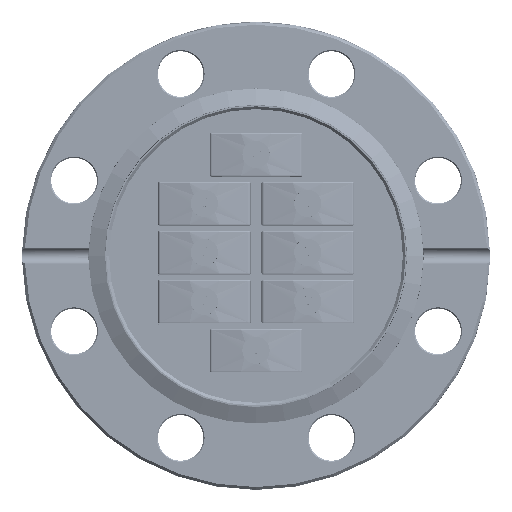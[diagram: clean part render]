
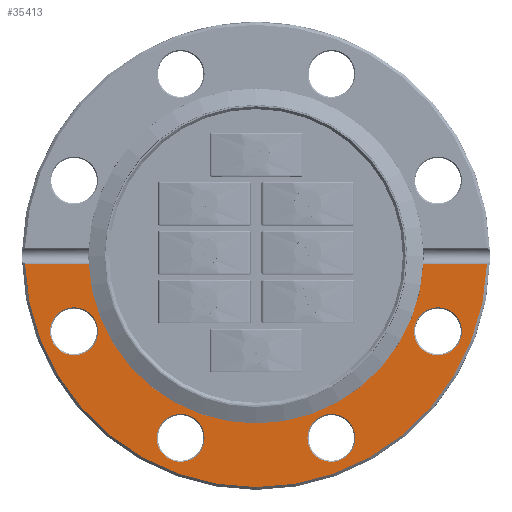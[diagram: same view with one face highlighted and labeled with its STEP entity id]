
A CAD part, top view. The second image highlights one B-rep face of the part: STEP entity #35413.
In plain terms, the highlighted planar face has unit normal (0, 0, 1).
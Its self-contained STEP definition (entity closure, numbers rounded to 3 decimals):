
#55 = DIRECTION ( 'NONE',  ( 0., 0., 1. ) ) ;
#1370 = EDGE_LOOP ( 'NONE', ( #49855 ) ) ;
#2079 = VERTEX_POINT ( 'NONE', #47635 ) ;
#2880 = EDGE_CURVE ( 'NONE', #2975, #22921, #7927, .T. ) ;
#2886 = VERTEX_POINT ( 'NONE', #16045 ) ;
#2975 = VERTEX_POINT ( 'NONE', #38724 ) ;
#4066 = ORIENTED_EDGE ( 'NONE', *, *, #14587, .F. ) ;
#5098 = FACE_BOUND ( 'NONE', #41121, .T. ) ;
#5198 = CARTESIAN_POINT ( 'NONE',  ( 43., -1.414, 0. ) ) ;
#5737 = CARTESIAN_POINT ( 'NONE',  ( 30.768, -1.414, 0. ) ) ;
#7927 = CIRCLE ( 'NONE', #25471, 30.8 ) ;
#10653 = CARTESIAN_POINT ( 'NONE',  ( -42.476, -1.414, 0. ) ) ;
#11159 = VECTOR ( 'NONE', #35076, 1000. ) ;
#11750 = EDGE_LOOP ( 'NONE', ( #4066, #48154, #43236, #16383 ) ) ;
#12485 = DIRECTION ( 'NONE',  ( -1., 0., 0. ) ) ;
#12753 = LINE ( 'NONE', #37464, #31225 ) ;
#13560 = CIRCLE ( 'NONE', #21468, 4.4 ) ;
#13878 = FACE_BOUND ( 'NONE', #1370, .T. ) ;
#14587 = EDGE_CURVE ( 'NONE', #22921, #51788, #51291, .T. ) ;
#15285 = DIRECTION ( 'NONE',  ( 0., 1., 0. ) ) ;
#16045 = CARTESIAN_POINT ( 'NONE',  ( 33.444, -9.453, 0. ) ) ;
#16383 = ORIENTED_EDGE ( 'NONE', *, *, #43465, .T. ) ;
#16651 = ORIENTED_EDGE ( 'NONE', *, *, #32732, .T. ) ;
#16807 = DIRECTION ( 'NONE',  ( 0., -1., 0. ) ) ;
#18007 = EDGE_CURVE ( 'NONE', #2079, #2079, #40194, .T. ) ;
#18810 = CARTESIAN_POINT ( 'NONE',  ( -13.853, -33.444, 0. ) ) ;
#19157 = DIRECTION ( 'NONE',  ( 0., 1., 0. ) ) ;
#19407 = CARTESIAN_POINT ( 'NONE',  ( -33.444, -13.853, 0. ) ) ;
#20425 = CARTESIAN_POINT ( 'NONE',  ( -33.444, -9.453, 0. ) ) ;
#20646 = CARTESIAN_POINT ( 'NONE',  ( 0., 0., 0. ) ) ;
#21284 = DIRECTION ( 'NONE',  ( 0., 0., -1. ) ) ;
#21468 = AXIS2_PLACEMENT_3D ( 'NONE', #51835, #35607, #19157 ) ;
#22684 = AXIS2_PLACEMENT_3D ( 'NONE', #18810, #48443, #28604 ) ;
#22921 = VERTEX_POINT ( 'NONE', #5737 ) ;
#23999 = VERTEX_POINT ( 'NONE', #40710 ) ;
#24274 = VERTEX_POINT ( 'NONE', #10653 ) ;
#24306 = EDGE_CURVE ( 'NONE', #23999, #23999, #13560, .T. ) ;
#24588 = CARTESIAN_POINT ( 'NONE',  ( 33.444, -13.853, 0. ) ) ;
#25471 = AXIS2_PLACEMENT_3D ( 'NONE', #20646, #55, #16807 ) ;
#25627 = VERTEX_POINT ( 'NONE', #20425 ) ;
#26300 = EDGE_CURVE ( 'NONE', #2975, #24274, #12753, .T. ) ;
#28590 = AXIS2_PLACEMENT_3D ( 'NONE', #30618, #21284, #43222 ) ;
#28604 = DIRECTION ( 'NONE',  ( 0., 1., 0. ) ) ;
#29059 = CARTESIAN_POINT ( 'NONE',  ( 0., 0., 0. ) ) ;
#30618 = CARTESIAN_POINT ( 'NONE',  ( 0., 0., 0. ) ) ;
#31225 = VECTOR ( 'NONE', #12485, 1000. ) ;
#31270 = ORIENTED_EDGE ( 'NONE', *, *, #18007, .T. ) ;
#32545 = DIRECTION ( 'NONE',  ( 0., 0., -1. ) ) ;
#32732 = EDGE_CURVE ( 'NONE', #2886, #2886, #50341, .T. ) ;
#33019 = EDGE_LOOP ( 'NONE', ( #16651 ) ) ;
#34704 = FACE_BOUND ( 'NONE', #33019, .T. ) ;
#35076 = DIRECTION ( 'NONE',  ( 1., 0., 0. ) ) ;
#35413 = ADVANCED_FACE ( 'NONE', ( #34704, #13878, #50381, #5098, #42672 ), #42129, .F. ) ;
#35607 = DIRECTION ( 'NONE',  ( 0., 0., -1. ) ) ;
#36511 = CIRCLE ( 'NONE', #43538, 4.4 ) ;
#36876 = ORIENTED_EDGE ( 'NONE', *, *, #48165, .T. ) ;
#37274 = DIRECTION ( 'NONE',  ( 0., 0., 1. ) ) ;
#37464 = CARTESIAN_POINT ( 'NONE',  ( -43., -1.414, 0. ) ) ;
#38724 = CARTESIAN_POINT ( 'NONE',  ( -30.768, -1.414, 0. ) ) ;
#40194 = CIRCLE ( 'NONE', #22684, 4.4 ) ;
#40655 = AXIS2_PLACEMENT_3D ( 'NONE', #24588, #32545, #49289 ) ;
#40710 = CARTESIAN_POINT ( 'NONE',  ( 13.853, -29.044, 0. ) ) ;
#41121 = EDGE_LOOP ( 'NONE', ( #36876 ) ) ;
#42129 = PLANE ( 'NONE',  #28590 ) ;
#42465 = DIRECTION ( 'NONE',  ( 0., 1., 0. ) ) ;
#42672 = FACE_OUTER_BOUND ( 'NONE', #11750, .T. ) ;
#43222 = DIRECTION ( 'NONE',  ( 0., 1., 0. ) ) ;
#43236 = ORIENTED_EDGE ( 'NONE', *, *, #26300, .T. ) ;
#43465 = EDGE_CURVE ( 'NONE', #24274, #51788, #48527, .T. ) ;
#43538 = AXIS2_PLACEMENT_3D ( 'NONE', #19407, #49577, #15285 ) ;
#47635 = CARTESIAN_POINT ( 'NONE',  ( -13.853, -29.044, 0. ) ) ;
#48154 = ORIENTED_EDGE ( 'NONE', *, *, #2880, .F. ) ;
#48165 = EDGE_CURVE ( 'NONE', #25627, #25627, #36511, .T. ) ;
#48443 = DIRECTION ( 'NONE',  ( 0., 0., -1. ) ) ;
#48527 = CIRCLE ( 'NONE', #50293, 42.5 ) ;
#49289 = DIRECTION ( 'NONE',  ( 0., 1., 0. ) ) ;
#49577 = DIRECTION ( 'NONE',  ( 0., 0., -1. ) ) ;
#49855 = ORIENTED_EDGE ( 'NONE', *, *, #24306, .T. ) ;
#50293 = AXIS2_PLACEMENT_3D ( 'NONE', #29059, #37274, #42465 ) ;
#50341 = CIRCLE ( 'NONE', #40655, 4.4 ) ;
#50381 = FACE_BOUND ( 'NONE', #52713, .T. ) ;
#50444 = CARTESIAN_POINT ( 'NONE',  ( 42.476, -1.414, 0. ) ) ;
#51291 = LINE ( 'NONE', #5198, #11159 ) ;
#51788 = VERTEX_POINT ( 'NONE', #50444 ) ;
#51835 = CARTESIAN_POINT ( 'NONE',  ( 13.853, -33.444, 0. ) ) ;
#52713 = EDGE_LOOP ( 'NONE', ( #31270 ) ) ;
